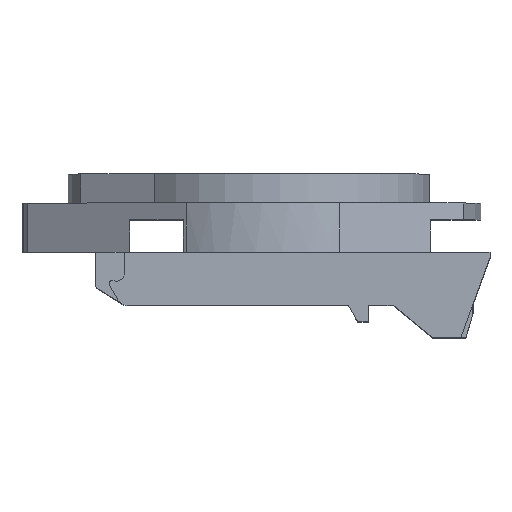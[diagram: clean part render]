
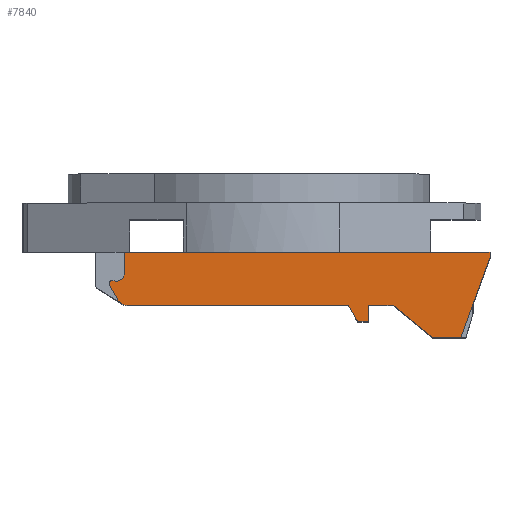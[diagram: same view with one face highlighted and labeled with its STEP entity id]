
A CAD part, top view. The second image highlights one B-rep face of the part: STEP entity #7840.
In plain terms, the highlighted planar face has unit normal (0, 0, 1).
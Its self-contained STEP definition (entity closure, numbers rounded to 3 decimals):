
#14=DIRECTION('',(1.,0.,0.));
#15=VECTOR('',#14,20.548);
#16=CARTESIAN_POINT('',(-13.214,0.,14.9));
#17=LINE('',#16,#15);
#30=DIRECTION('',(1.,0.,0.));
#31=VECTOR('',#30,2.3);
#32=CARTESIAN_POINT('',(9.2,0.,14.9));
#33=LINE('',#32,#31);
#295=DIRECTION('',(-1.,0.,0.));
#296=VECTOR('',#295,16.767);
#297=CARTESIAN_POINT('',(20.5,4.95,14.9));
#298=LINE('',#297,#296);
#389=DIRECTION('',(-1.,0.,0.));
#390=VECTOR('',#389,9.767);
#391=CARTESIAN_POINT('',(-3.733,4.95,14.9));
#392=LINE('',#391,#390);
#1118=DIRECTION('',(0.,-1.,0.));
#1119=VECTOR('',#1118,0.5);
#1120=CARTESIAN_POINT('',(20.5,4.95,14.9));
#1121=LINE('',#1120,#1119);
#1122=DIRECTION('',(-0.342,-0.94,0.));
#1123=VECTOR('',#1122,7.928);
#1124=CARTESIAN_POINT('',(20.5,4.45,14.9));
#1125=LINE('',#1124,#1123);
#1126=DIRECTION('',(-1.,0.,0.));
#1127=VECTOR('',#1126,2.647);
#1128=CARTESIAN_POINT('',(17.788,-3.,14.9));
#1129=LINE('',#1128,#1127);
#1130=DIRECTION('',(-0.772,0.636,0.));
#1131=VECTOR('',#1130,4.718);
#1132=CARTESIAN_POINT('',(15.141,-3.,14.9));
#1133=LINE('',#1132,#1131);
#1134=DIRECTION('',(0.,-1.,0.));
#1135=VECTOR('',#1134,1.5);
#1136=CARTESIAN_POINT('',(9.2,0.,14.9));
#1137=LINE('',#1136,#1135);
#1138=DIRECTION('',(-0.5,0.866,0.));
#1139=VECTOR('',#1138,1.732);
#1140=CARTESIAN_POINT('',(8.2,-1.5,14.9));
#1141=LINE('',#1140,#1139);
#1142=CARTESIAN_POINT('',(-13.214,1.,14.9));
#1143=DIRECTION('',(0.,0.,1.));
#1144=DIRECTION('',(-0.866,-0.5,0.));
#1145=AXIS2_PLACEMENT_3D('',#1142,#1143,#1144);
#1147=DIRECTION('',(-0.5,0.866,0.));
#1148=VECTOR('',#1147,1.559);
#1149=CARTESIAN_POINT('',(-14.08,0.5,14.9));
#1150=LINE('',#1149,#1148);
#1151=CARTESIAN_POINT('',(-14.6,2.,14.9));
#1152=DIRECTION('',(0.,0.,1.));
#1153=DIRECTION('',(0.191,0.982,0.));
#1154=AXIS2_PLACEMENT_3D('',#1151,#1152,#1153);
#1156=DIRECTION('',(0.982,-0.191,0.));
#1157=VECTOR('',#1156,0.213);
#1158=CARTESIAN_POINT('',(-14.543,2.294,14.9));
#1159=LINE('',#1158,#1157);
#1160=CARTESIAN_POINT('',(-14.2,2.941,14.9));
#1161=DIRECTION('',(0.,0.,1.));
#1162=DIRECTION('',(-0.191,-0.982,0.));
#1163=AXIS2_PLACEMENT_3D('',#1160,#1161,#1162);
#1165=DIRECTION('',(0.,-1.,0.));
#1166=VECTOR('',#1165,2.009);
#1167=CARTESIAN_POINT('',(-13.5,4.95,14.9));
#1168=LINE('',#1167,#1166);
#1169=DIRECTION('',(1.,0.,0.));
#1170=VECTOR('',#1169,7.466);
#1171=CARTESIAN_POINT('',(-3.733,4.95,14.9));
#1172=LINE('',#1171,#1170);
#4179=DIRECTION('',(-1.,0.,0.));
#4180=VECTOR('',#4179,1.);
#4181=CARTESIAN_POINT('',(9.2,-1.5,14.9));
#4182=LINE('',#4181,#4180);
#4928=CARTESIAN_POINT('',(-13.214,0.,14.9));
#4930=VERTEX_POINT('',#4928);
#4943=CARTESIAN_POINT('',(-14.08,0.5,14.9));
#4944=CARTESIAN_POINT('',(-14.86,1.85,14.9));
#4945=VERTEX_POINT('',#4943);
#4946=VERTEX_POINT('',#4944);
#4947=CARTESIAN_POINT('',(-14.543,2.294,14.9));
#4948=VERTEX_POINT('',#4947);
#4949=CARTESIAN_POINT('',(-14.334,2.254,14.9));
#4950=VERTEX_POINT('',#4949);
#4951=CARTESIAN_POINT('',(-13.5,2.941,14.9));
#4952=VERTEX_POINT('',#4951);
#4953=CARTESIAN_POINT('',(-13.5,4.95,14.9));
#4954=VERTEX_POINT('',#4953);
#5057=CARTESIAN_POINT('',(11.5,0.,14.9));
#5058=VERTEX_POINT('',#5057);
#5067=CARTESIAN_POINT('',(15.141,-3.,14.9));
#5068=VERTEX_POINT('',#5067);
#5118=CARTESIAN_POINT('',(9.2,-1.5,14.9));
#5120=VERTEX_POINT('',#5118);
#5121=CARTESIAN_POINT('',(9.2,0.,14.9));
#5123=VERTEX_POINT('',#5121);
#6028=CARTESIAN_POINT('',(20.5,4.45,14.9));
#6029=CARTESIAN_POINT('',(17.788,-3.,14.9));
#6030=VERTEX_POINT('',#6028);
#6031=VERTEX_POINT('',#6029);
#6084=CARTESIAN_POINT('',(8.2,-1.5,14.9));
#6085=CARTESIAN_POINT('',(7.334,0.,14.9));
#6086=VERTEX_POINT('',#6084);
#6087=VERTEX_POINT('',#6085);
#6225=CARTESIAN_POINT('',(-3.733,4.95,14.9));
#6227=VERTEX_POINT('',#6225);
#6228=CARTESIAN_POINT('',(3.733,4.95,14.9));
#6230=VERTEX_POINT('',#6228);
#6316=CARTESIAN_POINT('',(20.5,4.95,14.9));
#6317=VERTEX_POINT('',#6316);
#7803=CARTESIAN_POINT('',(-16.5,0.,14.9));
#7804=DIRECTION('',(0.,0.,1.));
#7805=DIRECTION('',(1.,0.,0.));
#7806=AXIS2_PLACEMENT_3D('',#7803,#7804,#7805);
#7807=PLANE('',#7806);
#7808=ORIENTED_EDGE('',*,*,#6802,.F.);
#7810=ORIENTED_EDGE('',*,*,#7809,.T.);
#7812=ORIENTED_EDGE('',*,*,#7811,.T.);
#7814=ORIENTED_EDGE('',*,*,#7813,.T.);
#7816=ORIENTED_EDGE('',*,*,#7815,.T.);
#7817=ORIENTED_EDGE('',*,*,#6525,.F.);
#7819=ORIENTED_EDGE('',*,*,#7818,.T.);
#7821=ORIENTED_EDGE('',*,*,#7820,.T.);
#7822=ORIENTED_EDGE('',*,*,#6651,.T.);
#7823=ORIENTED_EDGE('',*,*,#6517,.F.);
#7825=ORIENTED_EDGE('',*,*,#7824,.F.);
#7827=ORIENTED_EDGE('',*,*,#7826,.T.);
#7829=ORIENTED_EDGE('',*,*,#7828,.F.);
#7831=ORIENTED_EDGE('',*,*,#7830,.T.);
#7833=ORIENTED_EDGE('',*,*,#7832,.T.);
#7835=ORIENTED_EDGE('',*,*,#7834,.F.);
#7836=ORIENTED_EDGE('',*,*,#6834,.F.);
#7837=ORIENTED_EDGE('',*,*,#7571,.T.);
#7838=EDGE_LOOP('',(#7808,#7810,#7812,#7814,#7816,#7817,#7819,#7821,#7822,#7823,
#7825,#7827,#7829,#7831,#7833,#7835,#7836,#7837));
#7839=FACE_OUTER_BOUND('',#7838,.F.);
#7840=ADVANCED_FACE('',(#7839),#7807,.T.);
#1146=CIRCLE('',#1145,1.);
#1155=CIRCLE('',#1154,0.3);
#1164=CIRCLE('',#1163,0.7);
#6517=EDGE_CURVE('',#4930,#6087,#17,.T.);
#6525=EDGE_CURVE('',#5123,#5058,#33,.T.);
#6651=EDGE_CURVE('',#6086,#6087,#1141,.T.);
#6802=EDGE_CURVE('',#6317,#6230,#298,.T.);
#6834=EDGE_CURVE('',#6227,#4954,#392,.T.);
#7571=EDGE_CURVE('',#6227,#6230,#1172,.T.);
#7809=EDGE_CURVE('',#6317,#6030,#1121,.T.);
#7811=EDGE_CURVE('',#6030,#6031,#1125,.T.);
#7813=EDGE_CURVE('',#6031,#5068,#1129,.T.);
#7815=EDGE_CURVE('',#5068,#5058,#1133,.T.);
#7818=EDGE_CURVE('',#5123,#5120,#1137,.T.);
#7820=EDGE_CURVE('',#5120,#6086,#4182,.T.);
#7824=EDGE_CURVE('',#4945,#4930,#1146,.T.);
#7826=EDGE_CURVE('',#4945,#4946,#1150,.T.);
#7828=EDGE_CURVE('',#4948,#4946,#1155,.T.);
#7830=EDGE_CURVE('',#4948,#4950,#1159,.T.);
#7832=EDGE_CURVE('',#4950,#4952,#1164,.T.);
#7834=EDGE_CURVE('',#4954,#4952,#1168,.T.);
